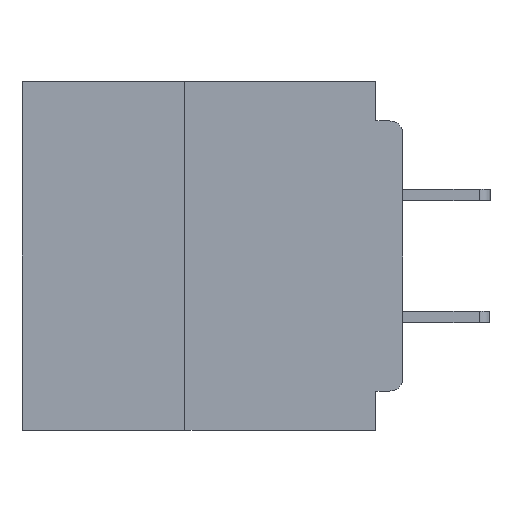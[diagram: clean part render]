
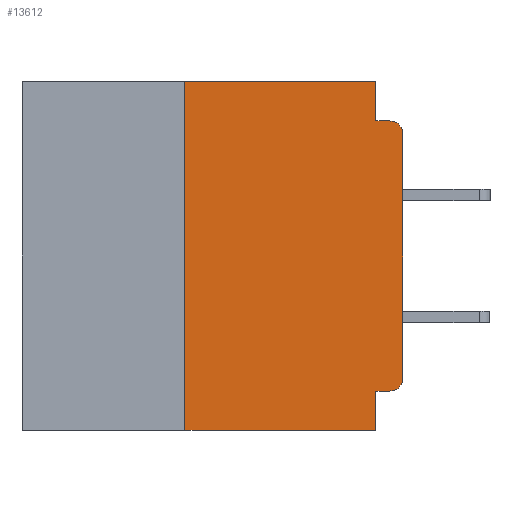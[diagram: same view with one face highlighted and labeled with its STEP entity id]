
A CAD part, left-side view. The second image highlights one B-rep face of the part: STEP entity #13612.
In plain terms, the highlighted planar face has unit normal (-1, 0, 0).
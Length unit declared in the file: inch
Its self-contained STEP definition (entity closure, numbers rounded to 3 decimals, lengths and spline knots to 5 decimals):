
#2446 = CARTESIAN_POINT ( 'NONE',  ( 0., 0., -0.06 ) ) ;
#2506 = LINE ( 'NONE', #24366, #33497 ) ;
#2717 = EDGE_CURVE ( 'NONE', #13290, #8885, #25370, .T. ) ;
#2808 = LINE ( 'NONE', #37157, #34760 ) ;
#2915 = CARTESIAN_POINT ( 'NONE',  ( 0., 0.015, -0.34 ) ) ;
#3233 = DIRECTION ( 'NONE',  ( 0., 0., 1. ) ) ;
#3358 = CARTESIAN_POINT ( 'NONE',  ( 0., 0., -0.045 ) ) ;
#4030 = CARTESIAN_POINT ( 'NONE',  ( 0., 0.031, 0. ) ) ;
#4417 = VECTOR ( 'NONE', #17349, 39.37008 ) ;
#5655 = ORIENTED_EDGE ( 'NONE', *, *, #29683, .F. ) ;
#5997 = VERTEX_POINT ( 'NONE', #22962 ) ;
#6031 = DIRECTION ( 'NONE',  ( 0., 0., -1. ) ) ;
#6625 = CIRCLE ( 'NONE', #11613, 0.015 ) ;
#6944 = EDGE_CURVE ( 'NONE', #38087, #5997, #6625, .T. ) ;
#7086 = DIRECTION ( 'NONE',  ( 0., 1., 0. ) ) ;
#8597 = ORIENTED_EDGE ( 'NONE', *, *, #6944, .T. ) ;
#8885 = VERTEX_POINT ( 'NONE', #12436 ) ;
#8974 = EDGE_CURVE ( 'NONE', #31737, #18921, #16197, .T. ) ;
#9055 = ORIENTED_EDGE ( 'NONE', *, *, #26074, .F. ) ;
#9833 = CARTESIAN_POINT ( 'NONE',  ( 0., 0.015, -0.06 ) ) ;
#9863 = DIRECTION ( 'NONE',  ( 0., 0., -1. ) ) ;
#10745 = VERTEX_POINT ( 'NONE', #30338 ) ;
#10941 = EDGE_CURVE ( 'NONE', #33044, #10745, #17481, .T. ) ;
#11023 = ORIENTED_EDGE ( 'NONE', *, *, #22488, .F. ) ;
#11242 = LINE ( 'NONE', #31509, #12207 ) ;
#11613 = AXIS2_PLACEMENT_3D ( 'NONE', #2915, #24596, #6031 ) ;
#11732 = EDGE_LOOP ( 'NONE', ( #13412, #15327, #9055, #25555, #11023, #27477, #37585, #5655, #22129, #8597 ) ) ;
#11749 = PLANE ( 'NONE',  #35071 ) ;
#12207 = VECTOR ( 'NONE', #9863, 39.37008 ) ;
#12436 = CARTESIAN_POINT ( 'NONE',  ( 0., 0.031, -0.045 ) ) ;
#12665 = LINE ( 'NONE', #20319, #4417 ) ;
#12724 = DIRECTION ( 'NONE',  ( 0., -1., 0. ) ) ;
#12973 = DIRECTION ( 'NONE',  ( 0., 0., -1. ) ) ;
#13290 = VERTEX_POINT ( 'NONE', #4030 ) ;
#13412 = ORIENTED_EDGE ( 'NONE', *, *, #29479, .T. ) ;
#13612 = ADVANCED_FACE ( 'NONE', ( #38563 ), #11749, .F. ) ;
#14283 = LINE ( 'NONE', #3358, #36987 ) ;
#15327 = ORIENTED_EDGE ( 'NONE', *, *, #8974, .T. ) ;
#15825 = CARTESIAN_POINT ( 'NONE',  ( 0., 0.437, -0.4 ) ) ;
#16197 = CIRCLE ( 'NONE', #23558, 0.015 ) ;
#16279 = CARTESIAN_POINT ( 'NONE',  ( 0., 0., -0.355 ) ) ;
#16758 = VERTEX_POINT ( 'NONE', #31319 ) ;
#17349 = DIRECTION ( 'NONE',  ( 0., -1., 0. ) ) ;
#17481 = LINE ( 'NONE', #15825, #32988 ) ;
#17920 = DIRECTION ( 'NONE',  ( 1., 0., 0. ) ) ;
#18921 = VERTEX_POINT ( 'NONE', #34646 ) ;
#20319 = CARTESIAN_POINT ( 'NONE',  ( 0., 0.437, 0. ) ) ;
#21771 = VERTEX_POINT ( 'NONE', #35523 ) ;
#22129 = ORIENTED_EDGE ( 'NONE', *, *, #28579, .F. ) ;
#22488 = EDGE_CURVE ( 'NONE', #21771, #13290, #12665, .T. ) ;
#22962 = CARTESIAN_POINT ( 'NONE',  ( 0., 0., -0.34 ) ) ;
#23558 = AXIS2_PLACEMENT_3D ( 'NONE', #9833, #31481, #12973 ) ;
#24105 = EDGE_CURVE ( 'NONE', #33044, #21771, #2808, .T. ) ;
#24366 = CARTESIAN_POINT ( 'NONE',  ( 0., 0., 0. ) ) ;
#24380 = VECTOR ( 'NONE', #30399, 39.37008 ) ;
#24392 = VECTOR ( 'NONE', #7086, 39.37008 ) ;
#24596 = DIRECTION ( 'NONE',  ( -1., 0., 0. ) ) ;
#25167 = CARTESIAN_POINT ( 'NONE',  ( 0., 0.015, -0.355 ) ) ;
#25370 = LINE ( 'NONE', #29726, #24380 ) ;
#25555 = ORIENTED_EDGE ( 'NONE', *, *, #2717, .F. ) ;
#26074 = EDGE_CURVE ( 'NONE', #8885, #18921, #14283, .T. ) ;
#27174 = CARTESIAN_POINT ( 'NONE',  ( 0., 0.25, -0.4 ) ) ;
#27477 = ORIENTED_EDGE ( 'NONE', *, *, #24105, .F. ) ;
#28579 = EDGE_CURVE ( 'NONE', #38087, #16758, #33578, .T. ) ;
#29479 = EDGE_CURVE ( 'NONE', #5997, #31737, #2506, .T. ) ;
#29683 = EDGE_CURVE ( 'NONE', #16758, #10745, #11242, .T. ) ;
#29726 = CARTESIAN_POINT ( 'NONE',  ( 0., 0.031, 0. ) ) ;
#30338 = CARTESIAN_POINT ( 'NONE',  ( 0., 0.031, -0.4 ) ) ;
#30399 = DIRECTION ( 'NONE',  ( 0., 0., -1. ) ) ;
#31268 = DIRECTION ( 'NONE',  ( 0., -1., 0. ) ) ;
#31319 = CARTESIAN_POINT ( 'NONE',  ( 0., 0.031, -0.355 ) ) ;
#31481 = DIRECTION ( 'NONE',  ( -1., 0., 0. ) ) ;
#31509 = CARTESIAN_POINT ( 'NONE',  ( 0., 0.031, -0.4 ) ) ;
#31737 = VERTEX_POINT ( 'NONE', #2446 ) ;
#32988 = VECTOR ( 'NONE', #31268, 39.37008 ) ;
#33044 = VERTEX_POINT ( 'NONE', #27174 ) ;
#33497 = VECTOR ( 'NONE', #39670, 39.37008 ) ;
#33578 = LINE ( 'NONE', #16279, #24392 ) ;
#34646 = CARTESIAN_POINT ( 'NONE',  ( 0., 0.015, -0.045 ) ) ;
#34760 = VECTOR ( 'NONE', #3233, 39.37008 ) ;
#35071 = AXIS2_PLACEMENT_3D ( 'NONE', #36441, #17920, #40049 ) ;
#35523 = CARTESIAN_POINT ( 'NONE',  ( 0., 0.25, 0. ) ) ;
#36441 = CARTESIAN_POINT ( 'NONE',  ( 0., 0.437, 0. ) ) ;
#36987 = VECTOR ( 'NONE', #12724, 39.37008 ) ;
#37157 = CARTESIAN_POINT ( 'NONE',  ( 0., 0.25, -0.4 ) ) ;
#37585 = ORIENTED_EDGE ( 'NONE', *, *, #10941, .T. ) ;
#38087 = VERTEX_POINT ( 'NONE', #25167 ) ;
#38563 = FACE_OUTER_BOUND ( 'NONE', #11732, .T. ) ;
#39670 = DIRECTION ( 'NONE',  ( 0., 0., 1. ) ) ;
#40049 = DIRECTION ( 'NONE',  ( 0., 0., -1. ) ) ;
